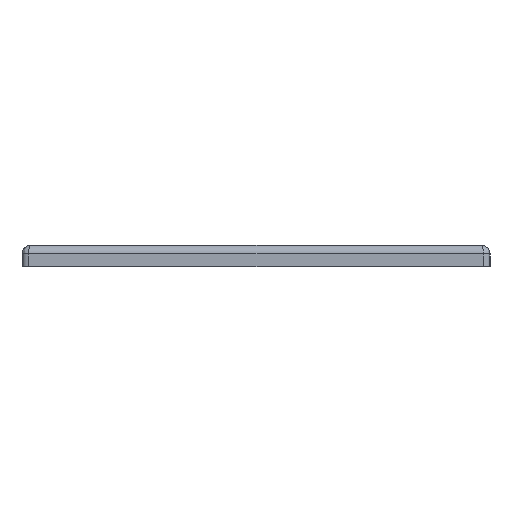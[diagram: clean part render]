
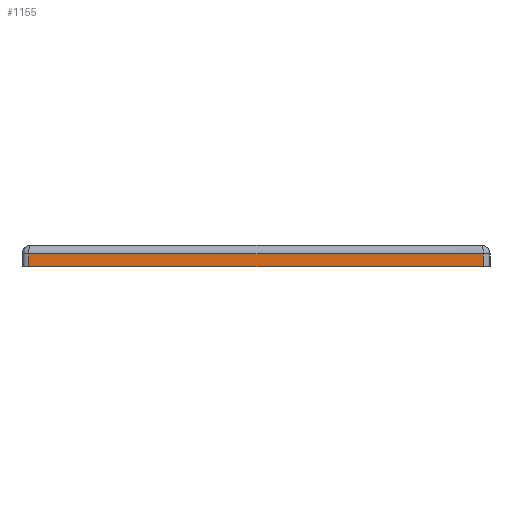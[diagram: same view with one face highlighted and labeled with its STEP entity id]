
A CAD part, left-side view. The second image highlights one B-rep face of the part: STEP entity #1155.
In plain terms, the highlighted planar face has unit normal (-1, 0, 0).
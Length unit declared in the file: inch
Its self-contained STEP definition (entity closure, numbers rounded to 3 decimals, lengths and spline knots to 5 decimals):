
#189=FACE_OUTER_BOUND('',#254,.T.);
#254=EDGE_LOOP('',(#923,#924,#925,#926));
#353=LINE('',#2019,#447);
#363=LINE('',#2037,#457);
#364=LINE('',#2041,#458);
#365=LINE('',#2042,#459);
#447=VECTOR('',#1551,0.3937);
#457=VECTOR('',#1571,0.3937);
#458=VECTOR('',#1576,0.3937);
#459=VECTOR('',#1577,0.3937);
#549=VERTEX_POINT('',#1903);
#559=VERTEX_POINT('',#2012);
#563=VERTEX_POINT('',#2036);
#564=VERTEX_POINT('',#2040);
#697=EDGE_CURVE('',#559,#549,#353,.T.);
#707=EDGE_CURVE('',#549,#563,#363,.T.);
#709=EDGE_CURVE('',#564,#559,#364,.T.);
#710=EDGE_CURVE('',#563,#564,#365,.T.);
#923=ORIENTED_EDGE('',*,*,#697,.F.);
#924=ORIENTED_EDGE('',*,*,#709,.F.);
#925=ORIENTED_EDGE('',*,*,#710,.F.);
#926=ORIENTED_EDGE('',*,*,#707,.F.);
#1105=PLANE('',#1288);
#1155=ADVANCED_FACE('',(#189),#1105,.T.);
#1288=AXIS2_PLACEMENT_3D('',#2039,#1574,#1575);
#1551=DIRECTION('',(0.,-1.,0.));
#1571=DIRECTION('',(0.,0.,-1.));
#1574=DIRECTION('center_axis',(-1.,0.,0.));
#1575=DIRECTION('ref_axis',(0.,-1.,0.));
#1576=DIRECTION('',(0.,0.,1.));
#1577=DIRECTION('',(0.,1.,0.));
#1903=CARTESIAN_POINT('',(-3.25,-2.1185,0.01));
#2012=CARTESIAN_POINT('',(-3.25,2.1185,0.01));
#2019=CARTESIAN_POINT('',(-3.25,1.0905,0.01));
#2036=CARTESIAN_POINT('',(-3.25,-2.1185,-0.11));
#2037=CARTESIAN_POINT('',(-3.25,-2.1185,0.));
#2039=CARTESIAN_POINT('Origin',(-3.25,2.181,0.));
#2040=CARTESIAN_POINT('',(-3.25,2.1185,-0.11));
#2041=CARTESIAN_POINT('',(-3.25,2.1185,0.));
#2042=CARTESIAN_POINT('',(-3.25,-2.181,-0.11));
